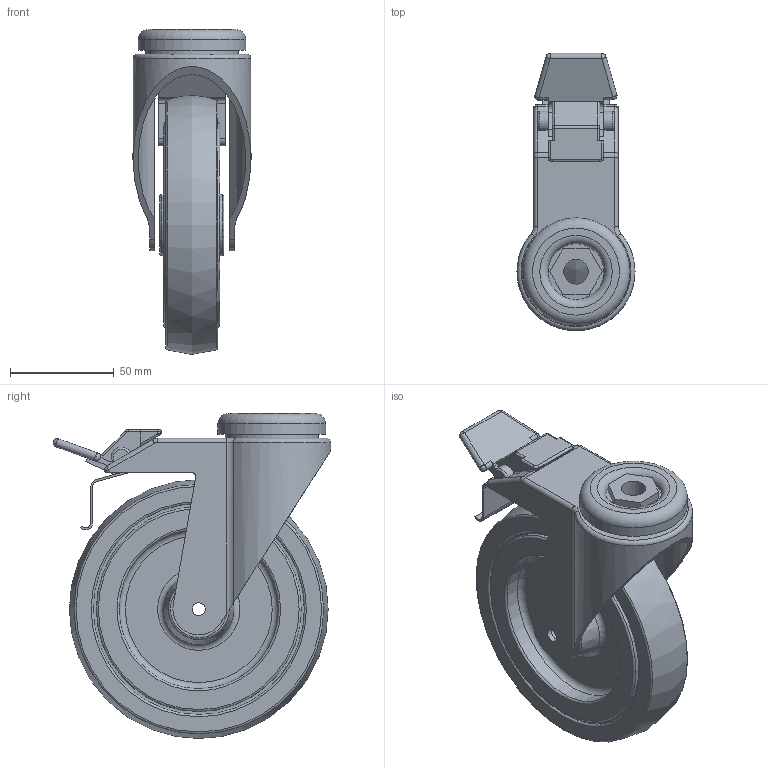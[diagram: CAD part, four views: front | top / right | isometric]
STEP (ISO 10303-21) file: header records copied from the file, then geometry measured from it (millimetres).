
FILE_DESCRIPTION(/* description */ ('Lenkrolle D=125 feststellbar'),/* implementation_level */ '2;1');
FILE_NAME(/* name */ 'SF2312V.stp',/* time_stamp */ '2015-12-23T11:26:10+01:00',/* author */ ('Marina Kaa'),/* organization */ (''),/* preprocessor_version */ 'ST-DEVELOPER v15.6',/* originating_system */ 'Autodesk Inventor 2015',/* authorisation */ '');
FILE_SCHEMA (('AUTOMOTIVE_DESIGN { 1 0 10303 214 3 1 1 }'));
Length unit declared in the file: millimetre
Products named in the file (1): SF2312V_A
Bounding box: 57 x 134.04 x 157 mm (x, y, z)
Volume: 285040.2 mm3; surface area: 88067.5 mm2
Topology: 3 solids, 5 shells, 183 faces, 437 edges, 270 vertices
Faces by surface type: plane 86, cylinder 57, torus 25, bspline 7, sphere 6, cone 2
Full cylindrical faces by diameter (mm): 6.2 x2, 12 x1, 24 x1, 45 x1, 52 x1, 77 x2, 84 x2, 99 x2, 102 x2
Entity records: 5346 total; most frequent: CARTESIAN_POINT 951, DIRECTION 912, ORIENTED_EDGE 790, EDGE_CURVE 395, AXIS2_PLACEMENT_3D 341, VERTEX_POINT 264, EDGE_LOOP 239, LINE 230
